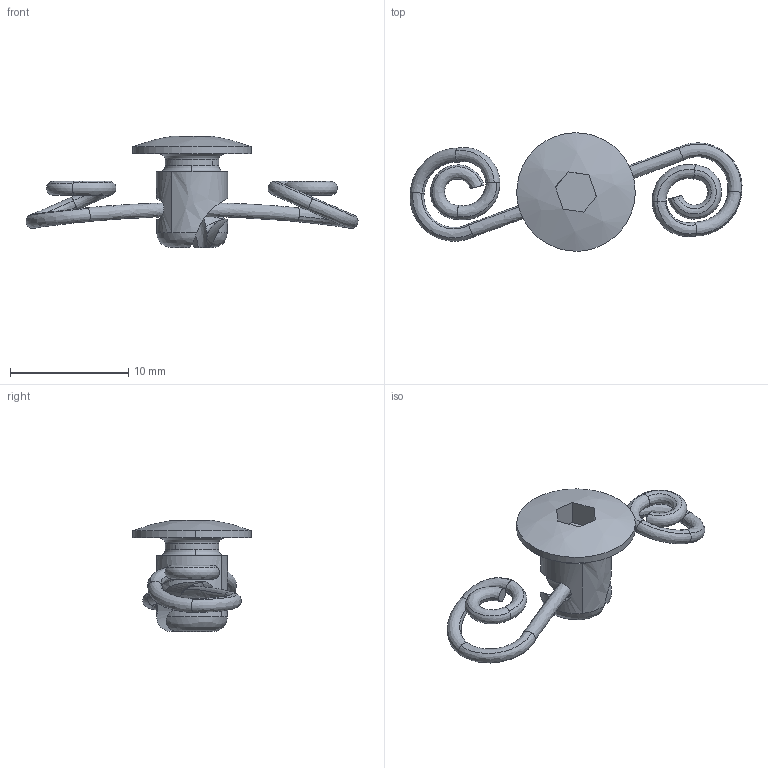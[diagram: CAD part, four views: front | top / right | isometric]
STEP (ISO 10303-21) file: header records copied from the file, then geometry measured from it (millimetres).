
FILE_DESCRIPTION((''),'2;1');
FILE_NAME('','2005-07-15T15:38:57',(''),(''),'','CADfix','');
FILE_SCHEMA(('AUTOMOTIVE_DESIGN'));
Length unit declared in the file: millimetre
Products named in the file (3): spring; fastener; TL_242_001_31063_36
Assembly tree (2 placements, depth 2):
  TL_242_001_31063_36
    spring
    fastener
Bounding box: 28.02 x 10 x 9.37 mm (x, y, z)
Volume: 286.6 mm3; surface area: 686.2 mm2
Topology: 2 solids, 2 shells, 63 faces, 187 edges, 131 vertices
Faces by surface type: bspline 63
Entity records: 8090 total; most frequent: CARTESIAN_POINT 6953, ORIENTED_EDGE 374, EDGE_CURVE 187, VERTEX_POINT 131, B_SPLINE_CURVE_WITH_KNOTS 111, EDGE_LOOP 66, FACE_OUTER_BOUND 63, ADVANCED_FACE 63
